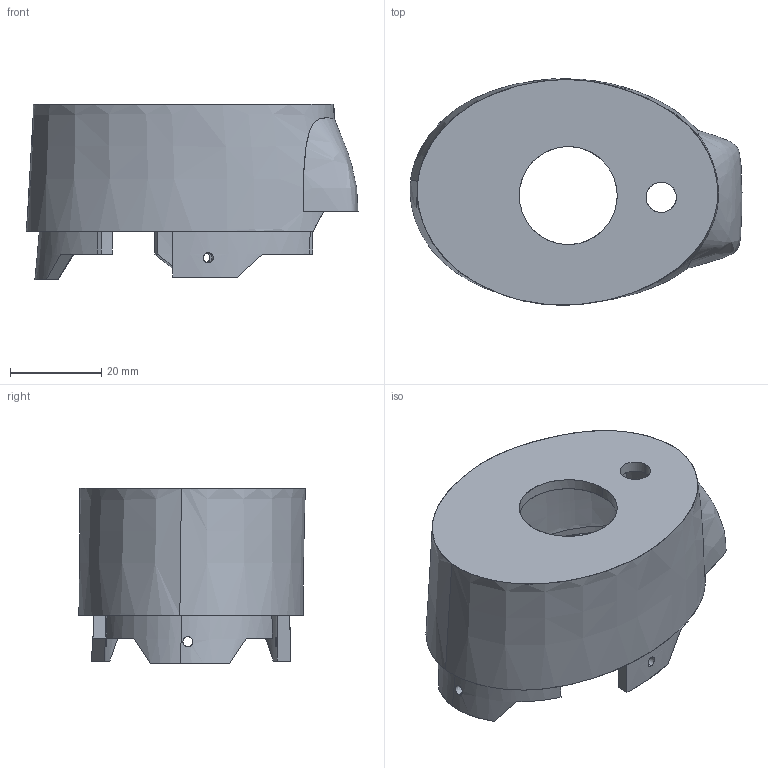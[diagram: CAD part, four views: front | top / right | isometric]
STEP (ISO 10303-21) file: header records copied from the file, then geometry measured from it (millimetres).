
FILE_DESCRIPTION ((), '1');
FILE_NAME ('Forearm_R_rotawrist2.stp', '2013-09-29T10:18:11', ('Unknown'), ('Unknown'), 'Anar', 'Spacymen', '');
FILE_SCHEMA (('CONFIG_CONTROL_DESIGN'));
Products named in the file (1): product-name
Bounding box: 72.61 x 49.64 x 38.4 mm (x, y, z)
Surface area: 15189.6 mm2 (no closed solid volume)
Topology: 0 solids, 0 shells, 46 faces, 271 edges, 271 vertices
Faces by surface type: bspline 46
Entity records: 39695 total; most frequent: CARTESIAN_POINT 38671, B_SPLINE_CURVE_WITH_KNOTS 265, SURFACE_CURVE 265, COMPOSITE_CURVE_SEGMENT 265, BOUNDARY_CURVE 55, CURVE_BOUNDED_SURFACE 46, B_SPLINE_SURFACE_WITH_KNOTS 36, PERSON 8
